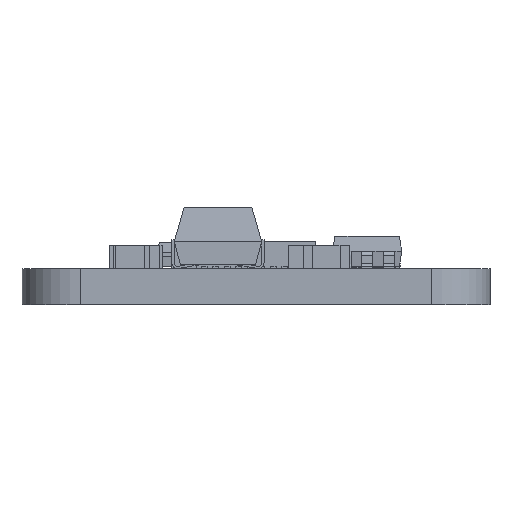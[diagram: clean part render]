
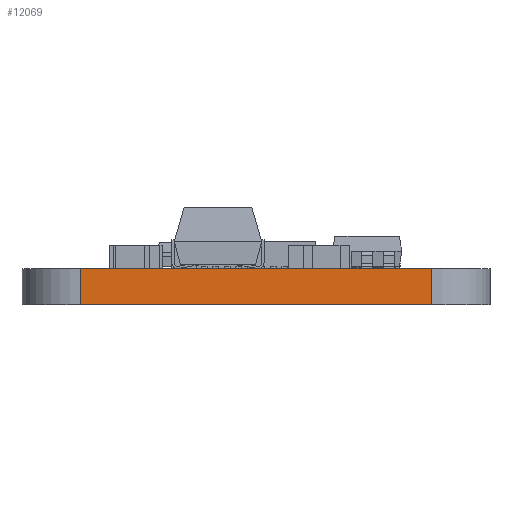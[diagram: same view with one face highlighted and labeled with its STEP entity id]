
A CAD part, left-side view. The second image highlights one B-rep face of the part: STEP entity #12069.
In plain terms, the highlighted planar face has unit normal (-1, 0, 0).
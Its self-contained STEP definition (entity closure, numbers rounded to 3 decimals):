
#282=PLANE('',#13006);
#880=FACE_OUTER_BOUND('',#1610,.T.);
#1610=EDGE_LOOP('',(#8411,#8412,#8413,#8414));
#2436=LINE('',#17608,#3864);
#2437=LINE('',#17611,#3865);
#2438=LINE('',#17613,#3866);
#2439=LINE('',#17614,#3867);
#3864=VECTOR('',#14163,10.);
#3865=VECTOR('',#14166,10.);
#3866=VECTOR('',#14167,10.);
#3867=VECTOR('',#14168,10.);
#5583=VERTEX_POINT('',#17604);
#5584=VERTEX_POINT('',#17606);
#5585=VERTEX_POINT('',#17610);
#5586=VERTEX_POINT('',#17612);
#6688=EDGE_CURVE('',#5583,#5584,#2436,.T.);
#6689=EDGE_CURVE('',#5583,#5585,#2437,.T.);
#6690=EDGE_CURVE('',#5586,#5584,#2438,.T.);
#6691=EDGE_CURVE('',#5585,#5586,#2439,.T.);
#8411=ORIENTED_EDGE('',*,*,#6689,.F.);
#8412=ORIENTED_EDGE('',*,*,#6688,.T.);
#8413=ORIENTED_EDGE('',*,*,#6690,.F.);
#8414=ORIENTED_EDGE('',*,*,#6691,.F.);
#12069=ADVANCED_FACE('',(#880),#282,.T.);
#13006=AXIS2_PLACEMENT_3D('',#17609,#14164,#14165);
#14163=DIRECTION('',(0.,0.,1.));
#14164=DIRECTION('center_axis',(-1.,0.,0.));
#14165=DIRECTION('ref_axis',(0.,-1.,0.));
#14166=DIRECTION('',(0.,1.,0.));
#14167=DIRECTION('',(0.,-1.,0.));
#14168=DIRECTION('',(0.,0.,1.));
#17604=CARTESIAN_POINT('',(0.,2.54,0.));
#17606=CARTESIAN_POINT('',(0.,2.54,1.57));
#17608=CARTESIAN_POINT('',(0.,2.54,0.));
#17609=CARTESIAN_POINT('Origin',(0.,17.78,0.));
#17610=CARTESIAN_POINT('',(0.,17.78,0.));
#17611=CARTESIAN_POINT('',(0.,2.54,0.));
#17612=CARTESIAN_POINT('',(0.,17.78,1.57));
#17613=CARTESIAN_POINT('',(0.,2.54,1.57));
#17614=CARTESIAN_POINT('',(0.,17.78,0.));
